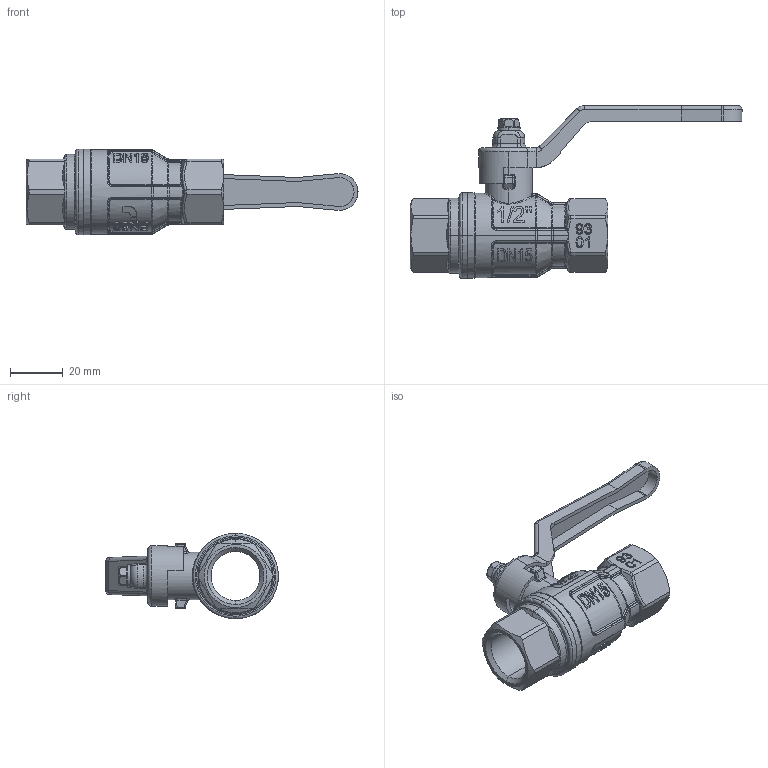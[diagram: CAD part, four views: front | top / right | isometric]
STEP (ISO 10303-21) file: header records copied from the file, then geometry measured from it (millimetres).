
FILE_DESCRIPTION (( 'STEP AP214' ), '1' );
FILE_NAME ('IT-PARIS08004_R.STEP', '2018-09-14T14:00:39', ( '' ), ( '' ), 'SwSTEP 2.0', 'SolidWorks 2018', '' );
FILE_SCHEMA (( 'AUTOMOTIVE_DESIGN' ));
Length unit declared in the file: millimetre
Products named in the file (1): IT-PARIS08004_R
Bounding box: 126 x 65.54 x 32.5 mm (x, y, z)
Surface area: 16898.1 mm2 (no closed solid volume)
Topology: 0 solids, 7 shells, 1028 faces, 2698 edges, 1711 vertices
Faces by surface type: plane 409, bspline 305, cylinder 178, torus 69, cone 47, sphere 20
Entity records: 52016 total; most frequent: CARTESIAN_POINT 33576, ORIENTED_EDGE 5158, EDGE_CURVE 2680, B_SPLINE_CURVE_WITH_KNOTS 2560, VERTEX_POINT 1711, DIRECTION 1448, EDGE_LOOP 1099, FACE_OUTER_BOUND 1028
